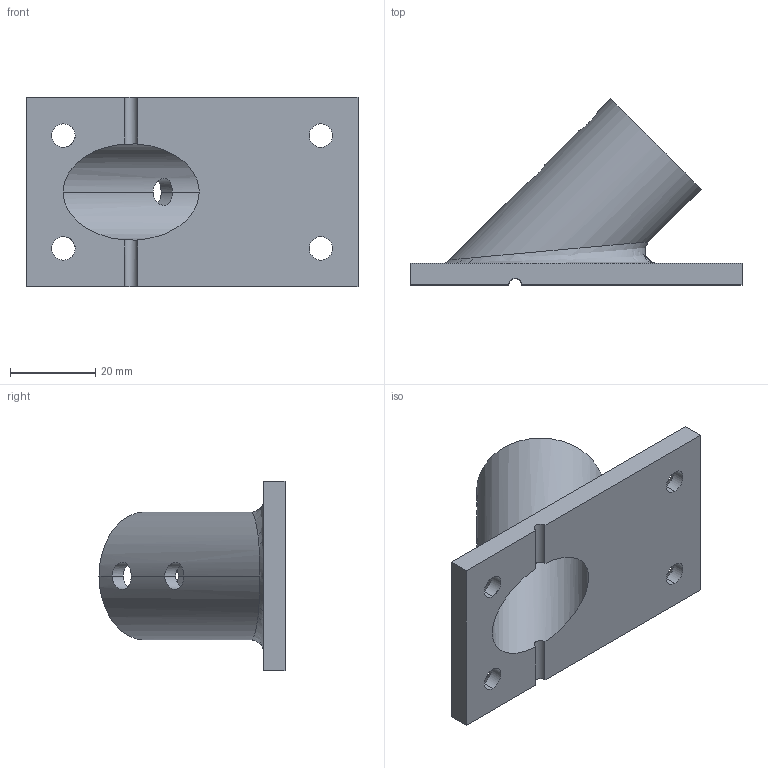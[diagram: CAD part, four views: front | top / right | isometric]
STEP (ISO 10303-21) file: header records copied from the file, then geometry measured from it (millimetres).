
FILE_DESCRIPTION (( 'STEP AP203' ), '1' );
FILE_NAME ('sone3D.STEP', '2014-07-23T10:03:50', ( '' ), ( '' ), 'SwSTEP 2.0', 'SolidWorks 2012', '' );
FILE_SCHEMA (( 'CONFIG_CONTROL_DESIGN' ));
Length unit declared in the file: millimetre
Products named in the file (1): sone3D
Bounding box: 78 x 43.7 x 44.5 mm (x, y, z)
Volume: 26107.1 mm3; surface area: 13866.6 mm2
Topology: 1 solids, 1 shells, 41 faces, 114 edges, 69 vertices
Faces by surface type: cylinder 20, cone 8, plane 8, bspline 5
Entity records: 1930 total; most frequent: CARTESIAN_POINT 836, ORIENTED_EDGE 228, DIRECTION 202, EDGE_CURVE 114, AXIS2_PLACEMENT_3D 78, VERTEX_POINT 69, EDGE_LOOP 49, LINE 46
